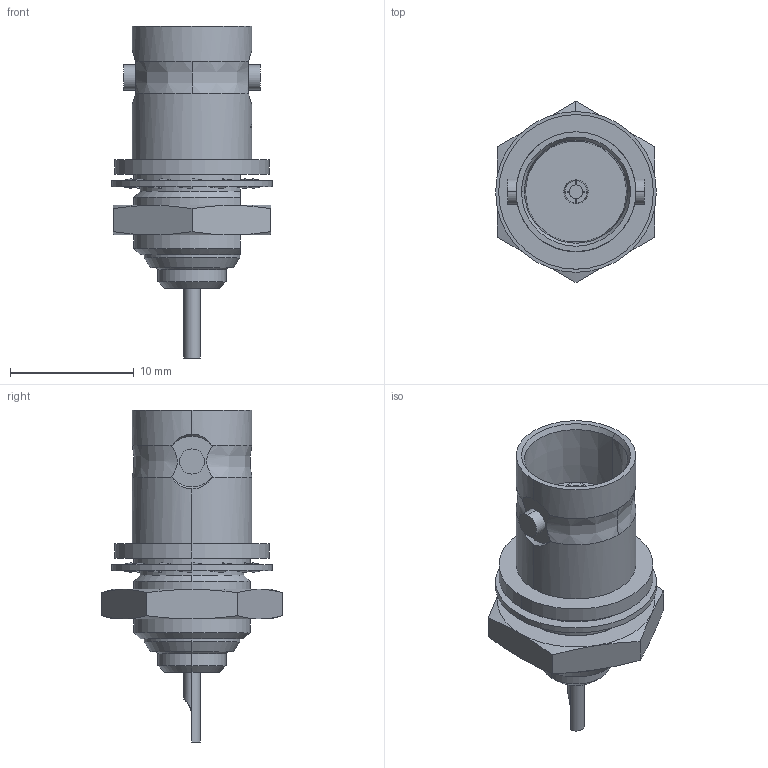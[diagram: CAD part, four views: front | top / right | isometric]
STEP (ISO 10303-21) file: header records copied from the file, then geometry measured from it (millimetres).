
FILE_DESCRIPTION (( 'STEP AP214' ), '1' );
FILE_NAME ('J01003A0619.STEP', '2016-03-15T10:55:41', ( '' ), ( '' ), 'SwSTEP 2.0', 'SolidWorks 2015', '' );
FILE_SCHEMA (( 'AUTOMOTIVE_DESIGN' ));
Length unit declared in the file: millimetre
Products named in the file (1): J01003A0619
Bounding box: 13 x 14.66 x 26.85 mm (x, y, z)
Volume: 1345.1 mm3; surface area: 1406.9 mm2
Topology: 2 solids, 2 shells, 232 faces, 582 edges, 364 vertices
Faces by surface type: plane 106, cone 52, bspline 39, cylinder 35
Entity records: 10295 total; most frequent: CARTESIAN_POINT 2526, ORIENTED_EDGE 1160, DIRECTION 941, EDGE_CURVE 580, VERTEX_POINT 364, AXIS2_PLACEMENT_3D 321, VECTOR 299, LINE 299
